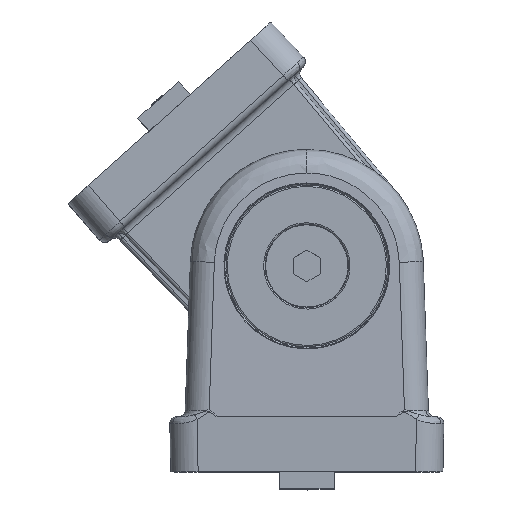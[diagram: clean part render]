
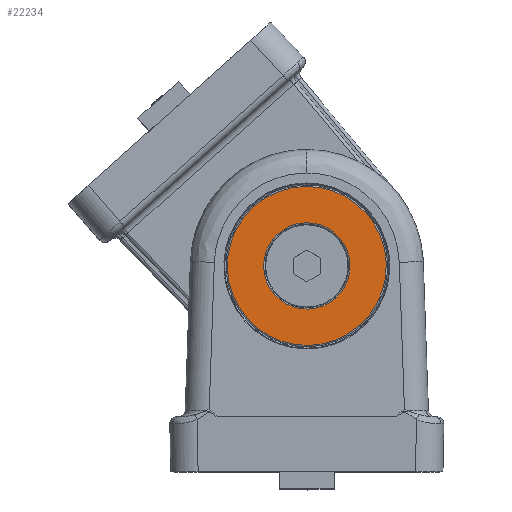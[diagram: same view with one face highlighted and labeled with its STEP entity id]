
A CAD part, top view. The second image highlights one B-rep face of the part: STEP entity #22234.
In plain terms, the highlighted planar face has unit normal (0, 0, 1).
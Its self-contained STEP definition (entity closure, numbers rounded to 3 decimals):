
#537 = DIRECTION ( 'NONE',  ( 0., 0., -1. ) ) ;
#2660 = CARTESIAN_POINT ( 'NONE',  ( 0., 22., 19.571 ) ) ;
#2792 = CIRCLE ( 'NONE', #27924, 11.6 ) ;
#3155 = DIRECTION ( 'NONE',  ( 0.667, -0.745, 0. ) ) ;
#6046 = AXIS2_PLACEMENT_3D ( 'NONE', #28553, #21560, #31723 ) ;
#6575 = CARTESIAN_POINT ( 'NONE',  ( -7.739, 30.641, 19.571 ) ) ;
#7512 = DIRECTION ( 'NONE',  ( 0.667, -0.745, 0. ) ) ;
#7827 = FACE_OUTER_BOUND ( 'NONE', #25010, .T. ) ;
#8860 = EDGE_CURVE ( 'NONE', #16434, #22334, #25612, .T. ) ;
#16434 = VERTEX_POINT ( 'NONE', #19945 ) ;
#16586 = DIRECTION ( 'NONE',  ( 0., 0., -1. ) ) ;
#17316 = CARTESIAN_POINT ( 'NONE',  ( 0., 22., 19.571 ) ) ;
#18946 = EDGE_CURVE ( 'NONE', #21750, #28176, #34797, .T. ) ;
#18974 = ORIENTED_EDGE ( 'NONE', *, *, #26653, .T. ) ;
#19160 = AXIS2_PLACEMENT_3D ( 'NONE', #41519, #537, #27963 ) ;
#19945 = CARTESIAN_POINT ( 'NONE',  ( 4.203, 17.307, 19.571 ) ) ;
#20406 = DIRECTION ( 'NONE',  ( 0.667, -0.745, 0. ) ) ;
#21560 = DIRECTION ( 'NONE',  ( 0., 0., 1. ) ) ;
#21750 = VERTEX_POINT ( 'NONE', #6575 ) ;
#21800 = EDGE_LOOP ( 'NONE', ( #39924, #36942 ) ) ;
#21830 = AXIS2_PLACEMENT_3D ( 'NONE', #23965, #34585, #7512 ) ;
#22234 = ADVANCED_FACE ( 'NONE', ( #25380, #7827 ), #28774, .T. ) ;
#22334 = VERTEX_POINT ( 'NONE', #36904 ) ;
#23965 = CARTESIAN_POINT ( 'NONE',  ( 0., 22., 19.571 ) ) ;
#25010 = EDGE_LOOP ( 'NONE', ( #18974, #32194 ) ) ;
#25380 = FACE_BOUND ( 'NONE', #21800, .T. ) ;
#25612 = CIRCLE ( 'NONE', #19160, 6.3 ) ;
#26653 = EDGE_CURVE ( 'NONE', #28176, #21750, #2792, .T. ) ;
#27924 = AXIS2_PLACEMENT_3D ( 'NONE', #17316, #44374, #3155 ) ;
#27963 = DIRECTION ( 'NONE',  ( 0.667, -0.745, 0. ) ) ;
#28176 = VERTEX_POINT ( 'NONE', #34960 ) ;
#28553 = CARTESIAN_POINT ( 'NONE',  ( 0., 22., 19.571 ) ) ;
#28774 = PLANE ( 'NONE',  #6046 ) ;
#31723 = DIRECTION ( 'NONE',  ( 0.667, -0.745, 0. ) ) ;
#32194 = ORIENTED_EDGE ( 'NONE', *, *, #18946, .T. ) ;
#32687 = CIRCLE ( 'NONE', #35558, 6.3 ) ;
#34585 = DIRECTION ( 'NONE',  ( 0., 0., 1. ) ) ;
#34797 = CIRCLE ( 'NONE', #21830, 11.6 ) ;
#34960 = CARTESIAN_POINT ( 'NONE',  ( 7.739, 13.359, 19.571 ) ) ;
#35558 = AXIS2_PLACEMENT_3D ( 'NONE', #2660, #16586, #20406 ) ;
#35772 = EDGE_CURVE ( 'NONE', #22334, #16434, #32687, .T. ) ;
#36904 = CARTESIAN_POINT ( 'NONE',  ( -4.203, 26.693, 19.571 ) ) ;
#36942 = ORIENTED_EDGE ( 'NONE', *, *, #35772, .T. ) ;
#39924 = ORIENTED_EDGE ( 'NONE', *, *, #8860, .T. ) ;
#41519 = CARTESIAN_POINT ( 'NONE',  ( 0., 22., 19.571 ) ) ;
#44374 = DIRECTION ( 'NONE',  ( 0., 0., 1. ) ) ;
